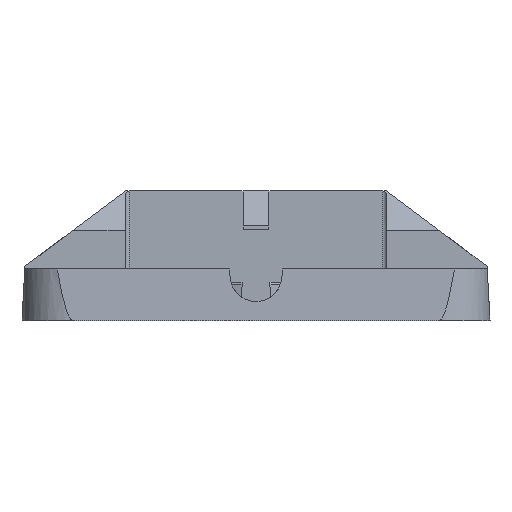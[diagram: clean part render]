
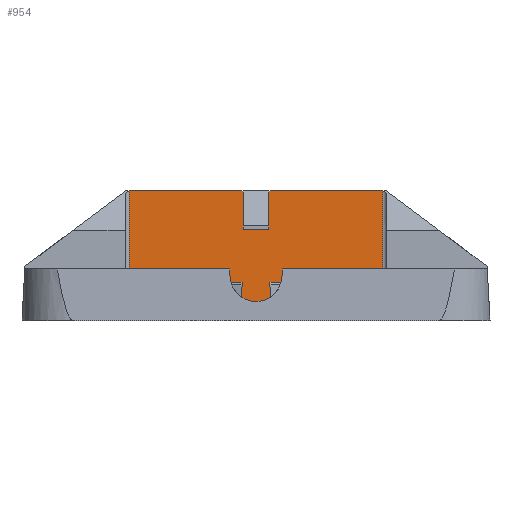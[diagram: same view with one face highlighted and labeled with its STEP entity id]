
A CAD part, left-side view. The second image highlights one B-rep face of the part: STEP entity #954.
In plain terms, the highlighted planar face has unit normal (-1, 0, 0).
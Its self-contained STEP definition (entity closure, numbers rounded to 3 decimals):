
#606=CARTESIAN_POINT('',(55.5,1.123,-0.));
#607=VERTEX_POINT('',#606);
#614=CARTESIAN_POINT('',(55.5,1.071,3.));
#615=VERTEX_POINT('',#614);
#616=CARTESIAN_POINT('',(55.5,216.574,-12343.195));
#617=DIRECTION('',(-0.,-0.017,1.));
#618=VECTOR('',#617,24690.);
#619=LINE('',#616,#618);
#620=EDGE_CURVE('',#607,#615,#619,.T.);
#687=CARTESIAN_POINT('',(55.5,-1.071,3.));
#688=VERTEX_POINT('',#687);
#695=CARTESIAN_POINT('',(55.5,-1.123,0.));
#696=VERTEX_POINT('',#695);
#697=CARTESIAN_POINT('',(55.5,214.355,12344.715));
#698=DIRECTION('',(0.,-0.017,-1.));
#699=VECTOR('',#698,24690.);
#700=LINE('',#697,#699);
#701=EDGE_CURVE('',#688,#696,#700,.T.);
#718=CARTESIAN_POINT('',(55.5,3.844,2.8));
#719=VERTEX_POINT('',#718);
#727=CARTESIAN_POINT('',(55.5,3.844,0.));
#728=VERTEX_POINT('',#727);
#729=CARTESIAN_POINT('',(55.5,3.844,-12343.6));
#730=DIRECTION('',(-0.,-0.,1.));
#731=VECTOR('',#730,24690.);
#732=LINE('',#729,#731);
#733=EDGE_CURVE('',#728,#719,#732,.T.);
#751=CARTESIAN_POINT('',(55.5,-3.844,0.));
#752=VERTEX_POINT('',#751);
#760=CARTESIAN_POINT('',(55.5,-3.844,2.8));
#761=VERTEX_POINT('',#760);
#762=CARTESIAN_POINT('',(55.5,-3.844,12346.4));
#763=DIRECTION('',(-0.,0.,-1.));
#764=VECTOR('',#763,24690.);
#765=LINE('',#762,#764);
#766=EDGE_CURVE('',#761,#752,#765,.T.);
#784=CARTESIAN_POINT('',(55.5,3.467,3.));
#785=VERTEX_POINT('',#784);
#793=CARTESIAN_POINT('',(55.5,3.827,2.74));
#794=CARTESIAN_POINT('',(55.5,3.832,2.749));
#795=CARTESIAN_POINT('',(55.5,3.837,2.76));
#796=CARTESIAN_POINT('',(55.5,3.843,2.779));
#797=CARTESIAN_POINT('',(55.5,3.844,2.791));
#798=CARTESIAN_POINT('',(55.5,3.844,2.8));
#799=CARTESIAN_POINT('',(55.5,3.844,2.809));
#800=CARTESIAN_POINT('',(55.5,3.843,2.821));
#801=CARTESIAN_POINT('',(55.5,3.837,2.84));
#802=CARTESIAN_POINT('',(55.5,3.832,2.851));
#803=CARTESIAN_POINT('',(55.5,3.813,2.884));
#804=CARTESIAN_POINT('',(55.5,3.789,2.908));
#805=CARTESIAN_POINT('',(55.5,3.732,2.947));
#806=CARTESIAN_POINT('',(55.5,3.687,2.965));
#807=CARTESIAN_POINT('',(55.5,3.593,2.992));
#808=CARTESIAN_POINT('',(55.5,3.524,3.));
#809=CARTESIAN_POINT('',(55.5,3.407,3.));
#810=CARTESIAN_POINT('',(55.5,3.335,2.991));
#811=CARTESIAN_POINT('',(55.5,3.277,2.976));
#812=B_SPLINE_CURVE_WITH_KNOTS('',3,(#793,#794,#795,#796,#797,#798,#799,#800,#801,#802,#803,#804,#805,#806,#807,#808,#809,#810,#811),.UNSPECIFIED.,.F.,.F.,(4,2,3,2,2,2,2,2,4),(-0.06,-0.028,0.,0.028,0.06,0.143,0.266,0.438,0.618),.UNSPECIFIED.);
#813=EDGE_CURVE('',#719,#785,#812,.T.);
#825=CARTESIAN_POINT('',(55.5,12351.696,3.));
#826=DIRECTION('',(-0.,-1.,0.));
#827=VECTOR('',#826,24690.);
#828=LINE('',#825,#827);
#829=EDGE_CURVE('',#785,#615,#828,.T.);
#835=CARTESIAN_POINT('',(55.5,9.75,0.));
#836=DIRECTION('',(1.,0.,0.));
#837=DIRECTION('',(0.,1.,0.));
#838=AXIS2_PLACEMENT_3D('',#835,#836,#837);
#839=PLANE('',#838);
#840=CARTESIAN_POINT('',(55.5,-3.467,3.));
#841=VERTEX_POINT('',#840);
#842=CARTESIAN_POINT('',(55.5,12351.696,3.));
#843=DIRECTION('',(0.,-1.,0.));
#844=VECTOR('',#843,24690.);
#845=LINE('',#842,#844);
#846=EDGE_CURVE('',#688,#841,#845,.T.);
#847=ORIENTED_EDGE('',*,*,#846,.T.);
#848=CARTESIAN_POINT('',(55.5,-3.277,2.976));
#849=CARTESIAN_POINT('',(55.5,-3.335,2.991));
#850=CARTESIAN_POINT('',(55.5,-3.407,3.));
#851=CARTESIAN_POINT('',(55.5,-3.524,3.));
#852=CARTESIAN_POINT('',(55.5,-3.593,2.992));
#853=CARTESIAN_POINT('',(55.5,-3.687,2.965));
#854=CARTESIAN_POINT('',(55.5,-3.732,2.947));
#855=CARTESIAN_POINT('',(55.5,-3.789,2.908));
#856=CARTESIAN_POINT('',(55.5,-3.813,2.884));
#857=CARTESIAN_POINT('',(55.5,-3.832,2.851));
#858=CARTESIAN_POINT('',(55.5,-3.837,2.84));
#859=CARTESIAN_POINT('',(55.5,-3.843,2.821));
#860=CARTESIAN_POINT('',(55.5,-3.844,2.809));
#861=CARTESIAN_POINT('',(55.5,-3.844,2.8));
#862=CARTESIAN_POINT('',(55.5,-3.844,2.791));
#863=CARTESIAN_POINT('',(55.5,-3.843,2.779));
#864=CARTESIAN_POINT('',(55.5,-3.837,2.76));
#865=CARTESIAN_POINT('',(55.5,-3.832,2.749));
#866=CARTESIAN_POINT('',(55.5,-3.827,2.74));
#867=B_SPLINE_CURVE_WITH_KNOTS('',3,(#848,#849,#850,#851,#852,#853,#854,#855,#856,#857,#858,#859,#860,#861,#862,#863,#864,#865,#866),.UNSPECIFIED.,.F.,.F.,(4,2,2,2,2,2,3,2,4),(-0.06,0.12,0.293,0.415,0.499,0.53,0.558,0.587,0.618),.UNSPECIFIED.);
#868=EDGE_CURVE('',#841,#761,#867,.T.);
#869=ORIENTED_EDGE('',*,*,#868,.T.);
#870=ORIENTED_EDGE('',*,*,#766,.T.);
#871=CARTESIAN_POINT('',(55.5,-9.75,0.));
#872=VERTEX_POINT('',#871);
#873=CARTESIAN_POINT('',(55.5,-12331.125,0.));
#874=DIRECTION('',(-0.,1.,0.));
#875=VECTOR('',#874,24690.);
#876=LINE('',#873,#875);
#877=EDGE_CURVE('',#872,#752,#876,.T.);
#878=ORIENTED_EDGE('',*,*,#877,.F.);
#879=CARTESIAN_POINT('',(55.5,-9.75,10.));
#880=VERTEX_POINT('',#879);
#881=CARTESIAN_POINT('',(55.5,-9.75,-12345.));
#882=DIRECTION('',(-0.,-0.,1.));
#883=VECTOR('',#882,24690.);
#884=LINE('',#881,#883);
#885=EDGE_CURVE('',#872,#880,#884,.T.);
#886=ORIENTED_EDGE('',*,*,#885,.T.);
#887=CARTESIAN_POINT('',(55.5,-1.,10.));
#888=VERTEX_POINT('',#887);
#889=CARTESIAN_POINT('',(55.5,-12330.125,10.));
#890=DIRECTION('',(-0.,1.,0.));
#891=VECTOR('',#890,24690.);
#892=LINE('',#889,#891);
#893=EDGE_CURVE('',#880,#888,#892,.T.);
#894=ORIENTED_EDGE('',*,*,#893,.T.);
#895=CARTESIAN_POINT('',(55.5,-1.,7.05));
#896=VERTEX_POINT('',#895);
#897=CARTESIAN_POINT('',(55.5,-1.,12345.));
#898=DIRECTION('',(-0.,-0.,-1.));
#899=VECTOR('',#898,24690.);
#900=LINE('',#897,#899);
#901=EDGE_CURVE('',#888,#896,#900,.T.);
#902=ORIENTED_EDGE('',*,*,#901,.T.);
#903=CARTESIAN_POINT('',(55.5,1.,7.05));
#904=VERTEX_POINT('',#903);
#905=CARTESIAN_POINT('',(55.5,-12339.625,7.05));
#906=DIRECTION('',(-0.,1.,0.));
#907=VECTOR('',#906,24690.);
#908=LINE('',#905,#907);
#909=EDGE_CURVE('',#896,#904,#908,.T.);
#910=ORIENTED_EDGE('',*,*,#909,.T.);
#911=CARTESIAN_POINT('',(55.5,1.,10.));
#912=VERTEX_POINT('',#911);
#913=CARTESIAN_POINT('',(55.5,1.,-12345.));
#914=DIRECTION('',(0.,0.,1.));
#915=VECTOR('',#914,24690.);
#916=LINE('',#913,#915);
#917=EDGE_CURVE('',#904,#912,#916,.T.);
#918=ORIENTED_EDGE('',*,*,#917,.T.);
#919=CARTESIAN_POINT('',(55.5,9.75,10.));
#920=VERTEX_POINT('',#919);
#921=CARTESIAN_POINT('',(55.5,-12330.125,10.));
#922=DIRECTION('',(-0.,1.,0.));
#923=VECTOR('',#922,24690.);
#924=LINE('',#921,#923);
#925=EDGE_CURVE('',#912,#920,#924,.T.);
#926=ORIENTED_EDGE('',*,*,#925,.T.);
#927=CARTESIAN_POINT('',(55.5,9.75,0.));
#928=VERTEX_POINT('',#927);
#929=CARTESIAN_POINT('',(55.5,9.75,-12345.));
#930=DIRECTION('',(-0.,-0.,1.));
#931=VECTOR('',#930,24690.);
#932=LINE('',#929,#931);
#933=EDGE_CURVE('',#928,#920,#932,.T.);
#934=ORIENTED_EDGE('',*,*,#933,.F.);
#935=CARTESIAN_POINT('',(55.5,-12331.125,0.));
#936=DIRECTION('',(-0.,1.,0.));
#937=VECTOR('',#936,24690.);
#938=LINE('',#935,#937);
#939=EDGE_CURVE('',#728,#928,#938,.T.);
#940=ORIENTED_EDGE('',*,*,#939,.F.);
#941=ORIENTED_EDGE('',*,*,#733,.T.);
#942=ORIENTED_EDGE('',*,*,#813,.T.);
#943=ORIENTED_EDGE('',*,*,#829,.T.);
#944=ORIENTED_EDGE('',*,*,#620,.F.);
#945=CARTESIAN_POINT('',(55.5,-12331.125,0.));
#946=DIRECTION('',(-0.,1.,0.));
#947=VECTOR('',#946,24690.);
#948=LINE('',#945,#947);
#949=EDGE_CURVE('',#696,#607,#948,.T.);
#950=ORIENTED_EDGE('',*,*,#949,.F.);
#951=ORIENTED_EDGE('',*,*,#701,.F.);
#952=EDGE_LOOP('',(#847,#869,#870,#878,#886,#894,#902,#910,#918,#926,#934,#940,#941,#942,#943,#944,#950,#951));
#953=FACE_BOUND('',#952,.T.);
#954=ADVANCED_FACE('',(#953),#839,.F.);
